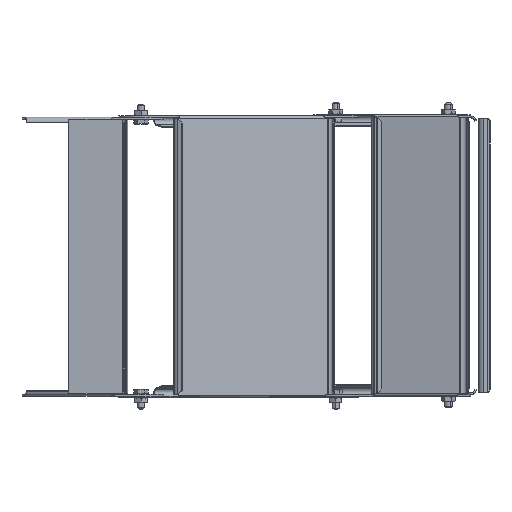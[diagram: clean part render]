
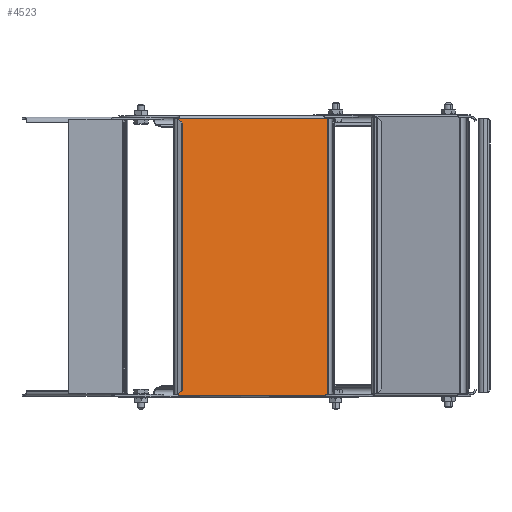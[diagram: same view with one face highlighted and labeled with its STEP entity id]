
A CAD part, front view. The second image highlights one B-rep face of the part: STEP entity #4523.
In plain terms, the highlighted face is planar.
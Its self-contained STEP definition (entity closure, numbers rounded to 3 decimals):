
#2033=DIRECTION('',(1.,0.,0.));
#2034=VECTOR('',#2033,181.);
#2035=CARTESIAN_POINT('',(-90.5,0.,147.75));
#2036=LINE('',#2035,#2034);
#2053=CARTESIAN_POINT('',(-91.75,0.,-150.75));
#2054=DIRECTION('',(0.,1.,0.));
#2055=DIRECTION('',(0.,0.,1.));
#2056=AXIS2_PLACEMENT_3D('',#2053,#2054,#2055);
#2058=DIRECTION('',(1.,0.,0.));
#2059=VECTOR('',#2058,1.5);
#2060=CARTESIAN_POINT('',(-93.25,0.,-147.5));
#2061=LINE('',#2060,#2059);
#2062=DIRECTION('',(-1.,0.,0.));
#2063=VECTOR('',#2062,1.5);
#2064=CARTESIAN_POINT('',(-91.75,0.,147.5));
#2065=LINE('',#2064,#2063);
#2066=CARTESIAN_POINT('',(-91.75,0.,150.75));
#2067=DIRECTION('',(0.,1.,0.));
#2068=DIRECTION('',(0.385,0.,-0.923));
#2069=AXIS2_PLACEMENT_3D('',#2066,#2067,#2068);
#2071=CARTESIAN_POINT('',(91.75,0.,150.75));
#2072=DIRECTION('',(0.,1.,0.));
#2073=DIRECTION('',(0.,0.,-1.));
#2074=AXIS2_PLACEMENT_3D('',#2071,#2072,#2073);
#2076=DIRECTION('',(-1.,0.,0.));
#2077=VECTOR('',#2076,1.5);
#2078=CARTESIAN_POINT('',(93.25,0.,147.5));
#2079=LINE('',#2078,#2077);
#2080=DIRECTION('',(1.,0.,0.));
#2081=VECTOR('',#2080,1.5);
#2082=CARTESIAN_POINT('',(91.75,0.,-147.5));
#2083=LINE('',#2082,#2081);
#2084=CARTESIAN_POINT('',(91.75,0.,-150.75));
#2085=DIRECTION('',(0.,1.,0.));
#2086=DIRECTION('',(-0.385,0.,0.923));
#2087=AXIS2_PLACEMENT_3D('',#2084,#2085,#2086);
#2089=DIRECTION('',(-1.,0.,0.));
#2090=VECTOR('',#2089,181.);
#2091=CARTESIAN_POINT('',(90.5,0.,-147.75));
#2092=LINE('',#2091,#2090);
#2211=DIRECTION('',(0.,0.,-1.));
#2212=VECTOR('',#2211,295.);
#2213=CARTESIAN_POINT('',(93.25,0.,147.5));
#2214=LINE('',#2213,#2212);
#3133=DIRECTION('',(0.,0.,1.));
#3134=VECTOR('',#3133,295.);
#3135=CARTESIAN_POINT('',(-93.25,0.,-147.5));
#3136=LINE('',#3135,#3134);
#3478=CARTESIAN_POINT('',(-93.25,0.,147.5));
#3480=VERTEX_POINT('',#3478);
#3483=CARTESIAN_POINT('',(-93.25,0.,-147.5));
#3484=VERTEX_POINT('',#3483);
#3485=CARTESIAN_POINT('',(90.5,0.,-147.75));
#3486=CARTESIAN_POINT('',(-90.5,0.,-147.75));
#3487=VERTEX_POINT('',#3485);
#3488=VERTEX_POINT('',#3486);
#3489=CARTESIAN_POINT('',(91.75,0.,-147.5));
#3490=VERTEX_POINT('',#3489);
#3491=CARTESIAN_POINT('',(93.25,0.,-147.5));
#3492=VERTEX_POINT('',#3491);
#3493=CARTESIAN_POINT('',(93.25,0.,147.5));
#3494=VERTEX_POINT('',#3493);
#3495=CARTESIAN_POINT('',(91.75,0.,147.5));
#3496=VERTEX_POINT('',#3495);
#3497=CARTESIAN_POINT('',(90.5,0.,147.75));
#3498=VERTEX_POINT('',#3497);
#3499=CARTESIAN_POINT('',(-90.5,0.,147.75));
#3500=VERTEX_POINT('',#3499);
#3501=CARTESIAN_POINT('',(-91.75,0.,147.5));
#3502=VERTEX_POINT('',#3501);
#3503=CARTESIAN_POINT('',(-91.75,0.,-147.5));
#3504=VERTEX_POINT('',#3503);
#4493=CARTESIAN_POINT('',(-144.,0.,150.));
#4494=DIRECTION('',(0.,-1.,0.));
#4495=DIRECTION('',(0.,0.,-1.));
#4496=AXIS2_PLACEMENT_3D('',#4493,#4494,#4495);
#4497=PLANE('',#4496);
#4499=ORIENTED_EDGE('',*,*,#4498,.T.);
#4501=ORIENTED_EDGE('',*,*,#4500,.F.);
#4503=ORIENTED_EDGE('',*,*,#4502,.F.);
#4505=ORIENTED_EDGE('',*,*,#4504,.T.);
#4507=ORIENTED_EDGE('',*,*,#4506,.F.);
#4509=ORIENTED_EDGE('',*,*,#4508,.F.);
#4510=ORIENTED_EDGE('',*,*,#4486,.T.);
#4512=ORIENTED_EDGE('',*,*,#4511,.F.);
#4514=ORIENTED_EDGE('',*,*,#4513,.F.);
#4516=ORIENTED_EDGE('',*,*,#4515,.T.);
#4518=ORIENTED_EDGE('',*,*,#4517,.F.);
#4520=ORIENTED_EDGE('',*,*,#4519,.F.);
#4521=EDGE_LOOP('',(#4499,#4501,#4503,#4505,#4507,#4509,#4510,#4512,#4514,#4516,
#4518,#4520));
#4522=FACE_OUTER_BOUND('',#4521,.F.);
#4523=ADVANCED_FACE('',(#4522),#4497,.T.);
#2057=CIRCLE('',#2056,3.25);
#2070=CIRCLE('',#2069,3.25);
#2075=CIRCLE('',#2074,3.25);
#2088=CIRCLE('',#2087,3.25);
#4486=EDGE_CURVE('',#3500,#3498,#2036,.T.);
#4498=EDGE_CURVE('',#3487,#3488,#2092,.T.);
#4500=EDGE_CURVE('',#3504,#3488,#2057,.T.);
#4502=EDGE_CURVE('',#3484,#3504,#2061,.T.);
#4504=EDGE_CURVE('',#3484,#3480,#3136,.T.);
#4506=EDGE_CURVE('',#3502,#3480,#2065,.T.);
#4508=EDGE_CURVE('',#3500,#3502,#2070,.T.);
#4511=EDGE_CURVE('',#3496,#3498,#2075,.T.);
#4513=EDGE_CURVE('',#3494,#3496,#2079,.T.);
#4515=EDGE_CURVE('',#3494,#3492,#2214,.T.);
#4517=EDGE_CURVE('',#3490,#3492,#2083,.T.);
#4519=EDGE_CURVE('',#3487,#3490,#2088,.T.);
